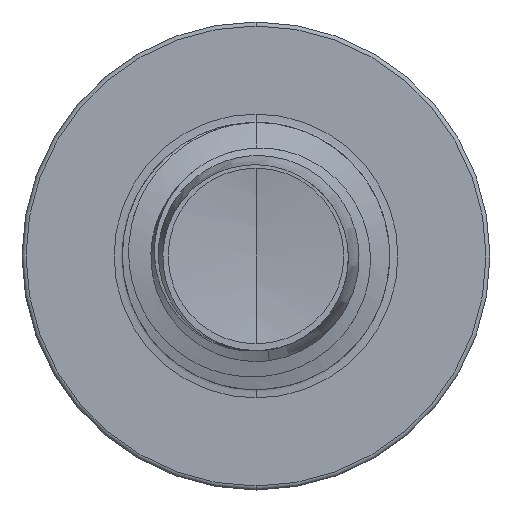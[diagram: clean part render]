
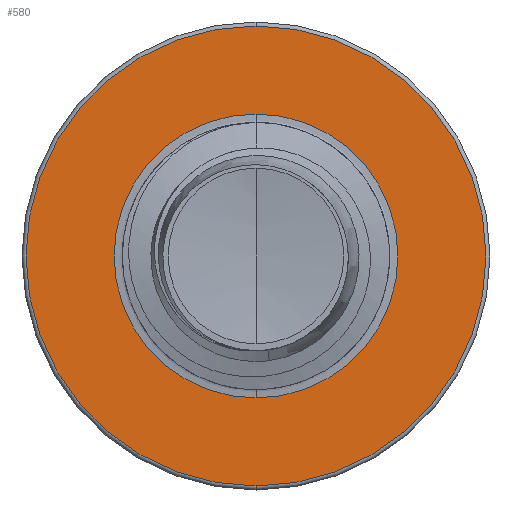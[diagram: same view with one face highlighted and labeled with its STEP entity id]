
A CAD part, front view. The second image highlights one B-rep face of the part: STEP entity #580.
In plain terms, the highlighted planar face has unit normal (0, -1, 0).
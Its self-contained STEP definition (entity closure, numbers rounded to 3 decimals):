
#93 = CIRCLE ( 'NONE', #457, 5.16 ) ;
#111 = FACE_OUTER_BOUND ( 'NONE', #13267, .T. ) ;
#156 = DIRECTION ( 'NONE',  ( 0., 1., 0. ) ) ;
#457 = AXIS2_PLACEMENT_3D ( 'NONE', #13600, #5536, #14936 ) ;
#580 = ADVANCED_FACE ( 'NONE', ( #111, #8697 ), #7250, .F. ) ;
#690 = CARTESIAN_POINT ( 'NONE',  ( 0., 6.5, 5.16 ) ) ;
#2377 = DIRECTION ( 'NONE',  ( 0., 1., 0. ) ) ;
#2986 = EDGE_CURVE ( 'NONE', #12452, #11166, #93, .T. ) ;
#3075 = CIRCLE ( 'NONE', #7611, 3.186 ) ;
#3296 = VERTEX_POINT ( 'NONE', #13879 ) ;
#3918 = EDGE_CURVE ( 'NONE', #8447, #3296, #14505, .T. ) ;
#4728 = EDGE_CURVE ( 'NONE', #11166, #12452, #5237, .T. ) ;
#5237 = CIRCLE ( 'NONE', #13410, 5.16 ) ;
#5536 = DIRECTION ( 'NONE',  ( 0., 1., 0. ) ) ;
#5568 = CARTESIAN_POINT ( 'NONE',  ( 0., 6.5, -5.16 ) ) ;
#7148 = DIRECTION ( 'NONE',  ( 0., 0., 1. ) ) ;
#7152 = DIRECTION ( 'NONE',  ( 0., 1., 0. ) ) ;
#7250 = PLANE ( 'NONE',  #13618 ) ;
#7429 = EDGE_CURVE ( 'NONE', #3296, #8447, #3075, .T. ) ;
#7430 = CARTESIAN_POINT ( 'NONE',  ( 0., 6.5, -3.186 ) ) ;
#7607 = CARTESIAN_POINT ( 'NONE',  ( 0., 6.5, 0. ) ) ;
#7611 = AXIS2_PLACEMENT_3D ( 'NONE', #7607, #16914, #8964 ) ;
#8362 = CARTESIAN_POINT ( 'NONE',  ( 0., 6.5, 0. ) ) ;
#8447 = VERTEX_POINT ( 'NONE', #16656 ) ;
#8697 = FACE_BOUND ( 'NONE', #16263, .T. ) ;
#8964 = DIRECTION ( 'NONE',  ( 0., 0., 1. ) ) ;
#9723 = DIRECTION ( 'NONE',  ( 0., 0., 1. ) ) ;
#10180 = ORIENTED_EDGE ( 'NONE', *, *, #4728, .F. ) ;
#10349 = ORIENTED_EDGE ( 'NONE', *, *, #2986, .F. ) ;
#10463 = ORIENTED_EDGE ( 'NONE', *, *, #3918, .T. ) ;
#10614 = CARTESIAN_POINT ( 'NONE',  ( 0., 6.5, 0. ) ) ;
#10685 = ORIENTED_EDGE ( 'NONE', *, *, #7429, .T. ) ;
#11166 = VERTEX_POINT ( 'NONE', #690 ) ;
#11912 = DIRECTION ( 'NONE',  ( 0., 0., 1. ) ) ;
#11977 = AXIS2_PLACEMENT_3D ( 'NONE', #10614, #2377, #11912 ) ;
#12452 = VERTEX_POINT ( 'NONE', #5568 ) ;
#13267 = EDGE_LOOP ( 'NONE', ( #10180, #10349 ) ) ;
#13410 = AXIS2_PLACEMENT_3D ( 'NONE', #8362, #156, #9723 ) ;
#13600 = CARTESIAN_POINT ( 'NONE',  ( 0., 6.5, 0. ) ) ;
#13618 = AXIS2_PLACEMENT_3D ( 'NONE', #7430, #7152, #7148 ) ;
#13879 = CARTESIAN_POINT ( 'NONE',  ( 0., 6.5, -3.186 ) ) ;
#14505 = CIRCLE ( 'NONE', #11977, 3.186 ) ;
#14936 = DIRECTION ( 'NONE',  ( 0., 0., 1. ) ) ;
#16263 = EDGE_LOOP ( 'NONE', ( #10463, #10685 ) ) ;
#16656 = CARTESIAN_POINT ( 'NONE',  ( 0., 6.5, 3.186 ) ) ;
#16914 = DIRECTION ( 'NONE',  ( 0., 1., 0. ) ) ;
